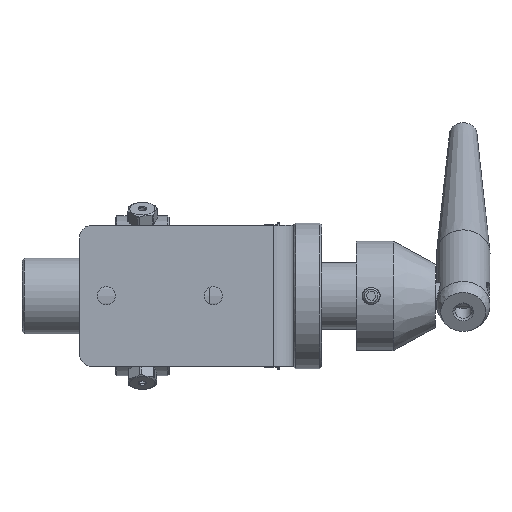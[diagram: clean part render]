
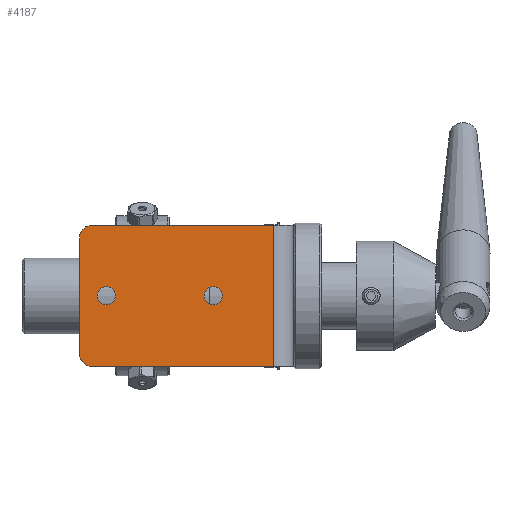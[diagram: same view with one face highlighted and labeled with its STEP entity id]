
A CAD part, front view. The second image highlights one B-rep face of the part: STEP entity #4187.
In plain terms, the highlighted planar face has unit normal (0, -1, 0).
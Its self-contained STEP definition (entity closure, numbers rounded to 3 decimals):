
#3689=CARTESIAN_POINT('',(-2.225,-43.366,-11.46));
#3690=VERTEX_POINT('',#3689);
#3699=CARTESIAN_POINT('',(-2.225,-43.366,15.968));
#3700=VERTEX_POINT('',#3699);
#3701=CARTESIAN_POINT('',(-2.225,-43.366,-11.46));
#3702=DIRECTION('',(0.0,0.0,1.0));
#3703=VECTOR('',#3702,27.428);
#3704=LINE('',#3701,#3703);
#3705=EDGE_CURVE('',#3690,#3700,#3704,.T.);
#3740=CARTESIAN_POINT('',(31.685,-43.366,2.254));
#3741=VERTEX_POINT('',#3740);
#3742=CARTESIAN_POINT('',(29.525,-43.366,2.254));
#3743=DIRECTION('',(0.0,1.0,0.0));
#3744=DIRECTION('',(-1.0,0.0,0.0));
#3745=AXIS2_PLACEMENT_3D('',#3742,#3743,#3744);
#3746=CIRCLE('',#3745,2.16);
#3747=EDGE_CURVE('',#3741,#3741,#3746,.T.);
#4114=CARTESIAN_POINT('',(0.825,-43.366,-14.51));
#4115=VERTEX_POINT('',#4114);
#4122=CARTESIAN_POINT('',(0.825,-43.366,-11.46));
#4123=DIRECTION('',(0.,1.0,0.));
#4124=DIRECTION('',(-0.707,0.,-0.707));
#4125=AXIS2_PLACEMENT_3D('',#4122,#4123,#4124);
#4126=CIRCLE('',#4125,3.05);
#4127=EDGE_CURVE('',#4115,#3690,#4126,.T.);
#4133=CARTESIAN_POINT('',(48.575,-43.366,-14.51));
#4134=DIRECTION('',(0.0,-1.0,0.0));
#4135=DIRECTION('',(0.0,0.0,1.0));
#4136=AXIS2_PLACEMENT_3D('',#4133,#4134,#4135);
#4137=PLANE('',#4136);
#4138=CARTESIAN_POINT('',(43.795,-43.366,19.018));
#4139=VERTEX_POINT('',#4138);
#4140=CARTESIAN_POINT('',(43.795,-43.366,-14.51));
#4141=VERTEX_POINT('',#4140);
#4142=CARTESIAN_POINT('',(43.795,-43.366,19.018));
#4143=DIRECTION('',(0.0,0.0,-1.0));
#4144=VECTOR('',#4143,33.528);
#4145=LINE('',#4142,#4144);
#4146=EDGE_CURVE('',#4139,#4141,#4145,.T.);
#4147=ORIENTED_EDGE('',*,*,#4146,.F.);
#4148=CARTESIAN_POINT('',(0.825,-43.366,19.018));
#4149=VERTEX_POINT('',#4148);
#4150=CARTESIAN_POINT('',(43.795,-43.366,19.018));
#4151=DIRECTION('',(-1.0,0.0,0.0));
#4152=VECTOR('',#4151,42.97);
#4153=LINE('',#4150,#4152);
#4154=EDGE_CURVE('',#4139,#4149,#4153,.T.);
#4155=ORIENTED_EDGE('',*,*,#4154,.T.);
#4156=CARTESIAN_POINT('',(0.825,-43.366,15.968));
#4157=DIRECTION('',(0.,1.0,0.));
#4158=DIRECTION('',(-0.707,0.,0.707));
#4159=AXIS2_PLACEMENT_3D('',#4156,#4157,#4158);
#4160=CIRCLE('',#4159,3.05);
#4161=EDGE_CURVE('',#3700,#4149,#4160,.T.);
#4162=ORIENTED_EDGE('',*,*,#4161,.F.);
#4163=ORIENTED_EDGE('',*,*,#3705,.F.);
#4164=ORIENTED_EDGE('',*,*,#4127,.F.);
#4165=CARTESIAN_POINT('',(43.795,-43.366,-14.51));
#4166=DIRECTION('',(-1.0,0.0,0.0));
#4167=VECTOR('',#4166,42.97);
#4168=LINE('',#4165,#4167);
#4169=EDGE_CURVE('',#4141,#4115,#4168,.T.);
#4170=ORIENTED_EDGE('',*,*,#4169,.F.);
#4171=EDGE_LOOP('',(#4147,#4155,#4162,#4163,#4164,#4170));
#4172=FACE_OUTER_BOUND('',#4171,.T.);
#4173=CARTESIAN_POINT('',(6.285,-43.366,2.254));
#4174=VERTEX_POINT('',#4173);
#4175=CARTESIAN_POINT('',(4.125,-43.366,2.254));
#4176=DIRECTION('',(0.0,1.0,0.0));
#4177=DIRECTION('',(-1.0,0.0,0.0));
#4178=AXIS2_PLACEMENT_3D('',#4175,#4176,#4177);
#4179=CIRCLE('',#4178,2.16);
#4180=EDGE_CURVE('',#4174,#4174,#4179,.T.);
#4181=ORIENTED_EDGE('',*,*,#4180,.T.);
#4182=EDGE_LOOP('',(#4181));
#4183=FACE_BOUND('',#4182,.T.);
#4184=ORIENTED_EDGE('',*,*,#3747,.T.);
#4185=EDGE_LOOP('',(#4184));
#4186=FACE_BOUND('',#4185,.T.);
#4187=ADVANCED_FACE('',(#4172,#4183,#4186),#4137,.T.);
